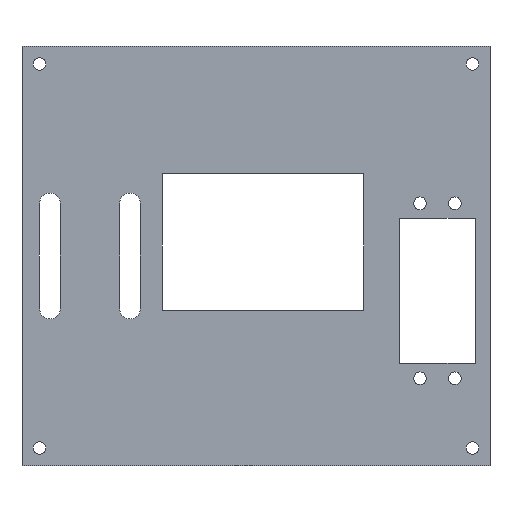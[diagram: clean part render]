
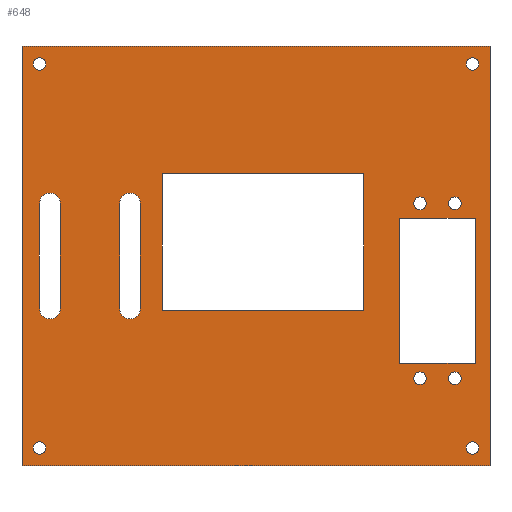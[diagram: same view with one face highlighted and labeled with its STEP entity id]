
A CAD part, front view. The second image highlights one B-rep face of the part: STEP entity #648.
In plain terms, the highlighted planar face has unit normal (0, -1, 0).
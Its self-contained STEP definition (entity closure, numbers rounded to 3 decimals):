
#26=FACE_BOUND('',#161,.T.);
#27=FACE_BOUND('',#162,.T.);
#28=FACE_BOUND('',#163,.T.);
#29=FACE_BOUND('',#164,.T.);
#30=FACE_BOUND('',#165,.T.);
#31=FACE_BOUND('',#166,.T.);
#32=FACE_BOUND('',#167,.T.);
#33=FACE_BOUND('',#168,.T.);
#34=FACE_BOUND('',#169,.T.);
#35=FACE_BOUND('',#170,.T.);
#36=FACE_BOUND('',#171,.T.);
#37=FACE_BOUND('',#172,.T.);
#53=CIRCLE('',#681,3.);
#55=CIRCLE('',#685,3.);
#57=CIRCLE('',#689,3.);
#59=CIRCLE('',#693,3.);
#61=CIRCLE('',#697,1.8);
#63=CIRCLE('',#700,1.8);
#65=CIRCLE('',#703,1.8);
#67=CIRCLE('',#706,1.8);
#73=CIRCLE('',#716,1.8);
#74=CIRCLE('',#718,1.8);
#75=CIRCLE('',#720,1.8);
#76=CIRCLE('',#722,1.8);
#118=FACE_OUTER_BOUND('',#160,.T.);
#160=EDGE_LOOP('',(#573,#574,#575,#576));
#161=EDGE_LOOP('',(#577,#578,#579,#580));
#162=EDGE_LOOP('',(#581,#582,#583,#584));
#163=EDGE_LOOP('',(#585,#586,#587,#588));
#164=EDGE_LOOP('',(#589,#590,#591,#592));
#165=EDGE_LOOP('',(#593));
#166=EDGE_LOOP('',(#594));
#167=EDGE_LOOP('',(#595));
#168=EDGE_LOOP('',(#596));
#169=EDGE_LOOP('',(#597));
#170=EDGE_LOOP('',(#598));
#171=EDGE_LOOP('',(#599));
#172=EDGE_LOOP('',(#600));
#175=LINE('',#904,#235);
#179=LINE('',#911,#239);
#182=LINE('',#917,#242);
#184=LINE('',#920,#244);
#187=LINE('',#928,#247);
#191=LINE('',#935,#251);
#194=LINE('',#941,#254);
#196=LINE('',#944,#256);
#199=LINE('',#956,#259);
#203=LINE('',#967,#263);
#207=LINE('',#980,#267);
#211=LINE('',#991,#271);
#217=LINE('',#1020,#277);
#224=LINE('',#1042,#284);
#231=LINE('',#1063,#291);
#232=LINE('',#1065,#292);
#235=VECTOR('',#732,10.);
#239=VECTOR('',#738,10.);
#242=VECTOR('',#743,10.);
#244=VECTOR('',#747,10.);
#247=VECTOR('',#752,10.);
#251=VECTOR('',#758,10.);
#254=VECTOR('',#763,10.);
#256=VECTOR('',#767,10.);
#259=VECTOR('',#778,10.);
#263=VECTOR('',#790,10.);
#267=VECTOR('',#802,10.);
#271=VECTOR('',#814,10.);
#277=VECTOR('',#846,10.);
#284=VECTOR('',#865,10.);
#291=VECTOR('',#890,10.);
#292=VECTOR('',#893,10.);
#295=VERTEX_POINT('',#901);
#296=VERTEX_POINT('',#903);
#298=VERTEX_POINT('',#909);
#300=VERTEX_POINT('',#915);
#303=VERTEX_POINT('',#925);
#304=VERTEX_POINT('',#927);
#306=VERTEX_POINT('',#933);
#308=VERTEX_POINT('',#939);
#309=VERTEX_POINT('',#946);
#310=VERTEX_POINT('',#947);
#313=VERTEX_POINT('',#955);
#315=VERTEX_POINT('',#961);
#317=VERTEX_POINT('',#970);
#318=VERTEX_POINT('',#971);
#321=VERTEX_POINT('',#979);
#323=VERTEX_POINT('',#985);
#325=VERTEX_POINT('',#994);
#327=VERTEX_POINT('',#1000);
#329=VERTEX_POINT('',#1006);
#331=VERTEX_POINT('',#1012);
#333=VERTEX_POINT('',#1018);
#334=VERTEX_POINT('',#1019);
#343=VERTEX_POINT('',#1041);
#344=VERTEX_POINT('',#1045);
#345=VERTEX_POINT('',#1049);
#346=VERTEX_POINT('',#1053);
#347=VERTEX_POINT('',#1057);
#348=VERTEX_POINT('',#1061);
#351=EDGE_CURVE('',#296,#295,#175,.T.);
#355=EDGE_CURVE('',#295,#298,#179,.T.);
#358=EDGE_CURVE('',#298,#300,#182,.T.);
#360=EDGE_CURVE('',#300,#296,#184,.T.);
#363=EDGE_CURVE('',#304,#303,#187,.T.);
#367=EDGE_CURVE('',#303,#306,#191,.T.);
#370=EDGE_CURVE('',#306,#308,#194,.T.);
#372=EDGE_CURVE('',#308,#304,#196,.T.);
#373=EDGE_CURVE('',#309,#310,#53,.T.);
#377=EDGE_CURVE('',#310,#313,#199,.T.);
#380=EDGE_CURVE('',#313,#315,#55,.T.);
#383=EDGE_CURVE('',#315,#309,#203,.T.);
#385=EDGE_CURVE('',#317,#318,#57,.T.);
#389=EDGE_CURVE('',#318,#321,#207,.T.);
#392=EDGE_CURVE('',#321,#323,#59,.T.);
#395=EDGE_CURVE('',#323,#317,#211,.T.);
#397=EDGE_CURVE('',#325,#325,#61,.T.);
#400=EDGE_CURVE('',#327,#327,#63,.T.);
#403=EDGE_CURVE('',#329,#329,#65,.T.);
#406=EDGE_CURVE('',#331,#331,#67,.T.);
#409=EDGE_CURVE('',#333,#334,#217,.T.);
#420=EDGE_CURVE('',#333,#343,#224,.T.);
#422=EDGE_CURVE('',#344,#344,#73,.T.);
#424=EDGE_CURVE('',#345,#345,#74,.T.);
#426=EDGE_CURVE('',#346,#346,#75,.T.);
#428=EDGE_CURVE('',#347,#347,#76,.T.);
#431=EDGE_CURVE('',#348,#334,#231,.T.);
#432=EDGE_CURVE('',#343,#348,#232,.T.);
#573=ORIENTED_EDGE('',*,*,#409,.T.);
#574=ORIENTED_EDGE('',*,*,#431,.F.);
#575=ORIENTED_EDGE('',*,*,#432,.F.);
#576=ORIENTED_EDGE('',*,*,#420,.F.);
#577=ORIENTED_EDGE('',*,*,#351,.T.);
#578=ORIENTED_EDGE('',*,*,#355,.T.);
#579=ORIENTED_EDGE('',*,*,#358,.T.);
#580=ORIENTED_EDGE('',*,*,#360,.T.);
#581=ORIENTED_EDGE('',*,*,#363,.T.);
#582=ORIENTED_EDGE('',*,*,#367,.T.);
#583=ORIENTED_EDGE('',*,*,#370,.T.);
#584=ORIENTED_EDGE('',*,*,#372,.T.);
#585=ORIENTED_EDGE('',*,*,#380,.T.);
#586=ORIENTED_EDGE('',*,*,#383,.T.);
#587=ORIENTED_EDGE('',*,*,#373,.T.);
#588=ORIENTED_EDGE('',*,*,#377,.T.);
#589=ORIENTED_EDGE('',*,*,#392,.T.);
#590=ORIENTED_EDGE('',*,*,#395,.T.);
#591=ORIENTED_EDGE('',*,*,#385,.T.);
#592=ORIENTED_EDGE('',*,*,#389,.T.);
#593=ORIENTED_EDGE('',*,*,#397,.T.);
#594=ORIENTED_EDGE('',*,*,#400,.T.);
#595=ORIENTED_EDGE('',*,*,#403,.T.);
#596=ORIENTED_EDGE('',*,*,#406,.T.);
#597=ORIENTED_EDGE('',*,*,#422,.T.);
#598=ORIENTED_EDGE('',*,*,#424,.T.);
#599=ORIENTED_EDGE('',*,*,#426,.T.);
#600=ORIENTED_EDGE('',*,*,#428,.T.);
#618=PLANE('',#725);
#648=ADVANCED_FACE('',(#118,#26,#27,#28,#29,#30,#31,#32,#33,#34,#35,#36,
#37),#618,.F.);
#681=AXIS2_PLACEMENT_3D('',#948,#770,#771);
#685=AXIS2_PLACEMENT_3D('',#962,#783,#784);
#689=AXIS2_PLACEMENT_3D('',#972,#794,#795);
#693=AXIS2_PLACEMENT_3D('',#986,#807,#808);
#697=AXIS2_PLACEMENT_3D('',#995,#818,#819);
#700=AXIS2_PLACEMENT_3D('',#1001,#825,#826);
#703=AXIS2_PLACEMENT_3D('',#1007,#832,#833);
#706=AXIS2_PLACEMENT_3D('',#1013,#839,#840);
#716=AXIS2_PLACEMENT_3D('',#1046,#869,#870);
#718=AXIS2_PLACEMENT_3D('',#1050,#874,#875);
#720=AXIS2_PLACEMENT_3D('',#1054,#879,#880);
#722=AXIS2_PLACEMENT_3D('',#1058,#884,#885);
#725=AXIS2_PLACEMENT_3D('',#1066,#894,#895);
#732=DIRECTION('',(-1.,0.,0.));
#738=DIRECTION('',(0.,0.,1.));
#743=DIRECTION('',(1.,0.,0.));
#747=DIRECTION('',(0.,0.,-1.));
#752=DIRECTION('',(1.,0.,0.));
#758=DIRECTION('',(0.,0.,-1.));
#763=DIRECTION('',(-1.,0.,0.));
#767=DIRECTION('',(0.,0.,1.));
#770=DIRECTION('center_axis',(0.,1.,0.));
#771=DIRECTION('ref_axis',(-1.,0.,0.));
#778=DIRECTION('',(0.,0.,-1.));
#783=DIRECTION('center_axis',(0.,1.,0.));
#784=DIRECTION('ref_axis',(1.,0.,0.));
#790=DIRECTION('',(0.,0.,1.));
#794=DIRECTION('center_axis',(0.,1.,0.));
#795=DIRECTION('ref_axis',(-1.,0.,0.));
#802=DIRECTION('',(0.,0.,-1.));
#807=DIRECTION('center_axis',(0.,1.,0.));
#808=DIRECTION('ref_axis',(1.,0.,0.));
#814=DIRECTION('',(0.,0.,1.));
#818=DIRECTION('center_axis',(0.,1.,0.));
#819=DIRECTION('ref_axis',(1.,0.,0.));
#825=DIRECTION('center_axis',(0.,1.,0.));
#826=DIRECTION('ref_axis',(1.,0.,0.));
#832=DIRECTION('center_axis',(0.,1.,0.));
#833=DIRECTION('ref_axis',(1.,0.,0.));
#839=DIRECTION('center_axis',(0.,1.,0.));
#840=DIRECTION('ref_axis',(1.,0.,0.));
#846=DIRECTION('',(0.,0.,-1.));
#865=DIRECTION('',(1.,0.,0.));
#869=DIRECTION('center_axis',(0.,1.,0.));
#870=DIRECTION('ref_axis',(1.,0.,0.));
#874=DIRECTION('center_axis',(0.,1.,0.));
#875=DIRECTION('ref_axis',(1.,0.,0.));
#879=DIRECTION('center_axis',(0.,1.,0.));
#880=DIRECTION('ref_axis',(1.,0.,0.));
#884=DIRECTION('center_axis',(0.,1.,0.));
#885=DIRECTION('ref_axis',(1.,0.,0.));
#890=DIRECTION('',(-1.,0.,0.));
#893=DIRECTION('',(0.,0.,-1.));
#894=DIRECTION('center_axis',(0.,1.,0.));
#895=DIRECTION('ref_axis',(0.,0.,1.));
#901=CARTESIAN_POINT('',(-93.9,0.,44.51));
#903=CARTESIAN_POINT('',(-36.1,0.,44.51));
#904=CARTESIAN_POINT('',(-92.2,0.,44.51));
#909=CARTESIAN_POINT('',(-93.9,0.,83.51));
#911=CARTESIAN_POINT('',(-93.9,0.,71.755));
#915=CARTESIAN_POINT('',(-36.1,0.,83.51));
#917=CARTESIAN_POINT('',(-63.3,0.,83.51));
#920=CARTESIAN_POINT('',(-36.1,0.,52.255));
#925=CARTESIAN_POINT('',(-4.246,0.,70.854));
#927=CARTESIAN_POINT('',(-25.854,0.,70.854));
#928=CARTESIAN_POINT('',(-47.373,0.,70.854));
#933=CARTESIAN_POINT('',(-4.246,0.,29.246));
#935=CARTESIAN_POINT('',(-4.246,0.,44.623));
#939=CARTESIAN_POINT('',(-25.854,0.,29.246));
#941=CARTESIAN_POINT('',(-58.177,0.,29.246));
#944=CARTESIAN_POINT('',(-25.854,0.,65.427));
#946=CARTESIAN_POINT('',(-106.08,0.,75.));
#947=CARTESIAN_POINT('',(-100.08,0.,75.));
#948=CARTESIAN_POINT('Origin',(-103.08,0.,75.));
#955=CARTESIAN_POINT('',(-100.08,0.,45.));
#956=CARTESIAN_POINT('',(-100.08,0.,52.5));
#961=CARTESIAN_POINT('',(-106.08,0.,45.));
#962=CARTESIAN_POINT('Origin',(-103.08,0.,45.));
#967=CARTESIAN_POINT('',(-106.08,0.,67.5));
#970=CARTESIAN_POINT('',(-129.,0.,75.));
#971=CARTESIAN_POINT('',(-123.,0.,75.));
#972=CARTESIAN_POINT('Origin',(-126.,0.,75.));
#979=CARTESIAN_POINT('',(-123.,0.,45.));
#980=CARTESIAN_POINT('',(-123.,0.,52.5));
#985=CARTESIAN_POINT('',(-129.,0.,45.));
#986=CARTESIAN_POINT('Origin',(-126.,0.,45.));
#991=CARTESIAN_POINT('',(-129.,0.,67.5));
#994=CARTESIAN_POINT('',(-6.8,0.,5.));
#995=CARTESIAN_POINT('Origin',(-5.,0.,5.));
#1000=CARTESIAN_POINT('',(-130.8,0.,5.));
#1001=CARTESIAN_POINT('Origin',(-129.,0.,5.));
#1006=CARTESIAN_POINT('',(-6.8,0.,115.));
#1007=CARTESIAN_POINT('Origin',(-5.,0.,115.));
#1012=CARTESIAN_POINT('',(-130.8,0.,115.));
#1013=CARTESIAN_POINT('Origin',(-129.,0.,115.));
#1018=CARTESIAN_POINT('',(-134.,0.,120.));
#1019=CARTESIAN_POINT('',(-134.,0.,0.));
#1020=CARTESIAN_POINT('',(-134.,0.,90.));
#1041=CARTESIAN_POINT('',(0.,0.,120.));
#1042=CARTESIAN_POINT('',(-181.,0.,120.));
#1045=CARTESIAN_POINT('',(-21.85,0.,25.));
#1046=CARTESIAN_POINT('Origin',(-20.05,0.,25.));
#1049=CARTESIAN_POINT('',(-11.85,0.,25.));
#1050=CARTESIAN_POINT('Origin',(-10.05,0.,25.));
#1053=CARTESIAN_POINT('',(-11.85,0.,75.1));
#1054=CARTESIAN_POINT('Origin',(-10.05,0.,75.1));
#1057=CARTESIAN_POINT('',(-21.85,0.,75.1));
#1058=CARTESIAN_POINT('Origin',(-20.05,0.,75.1));
#1061=CARTESIAN_POINT('',(0.,0.,0.));
#1063=CARTESIAN_POINT('',(0.,0.,0.));
#1065=CARTESIAN_POINT('',(0.,0.,120.));
#1066=CARTESIAN_POINT('Origin',(-90.5,0.,60.));
